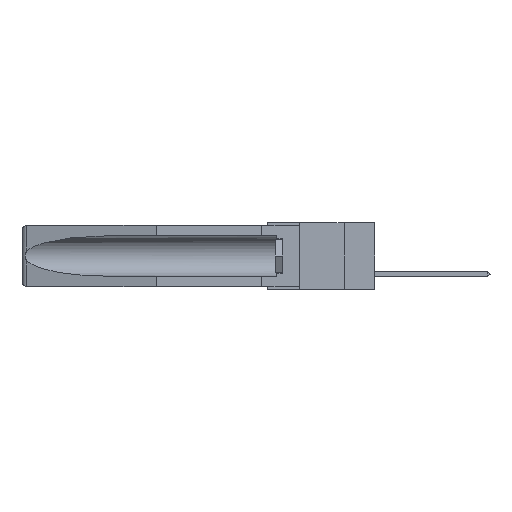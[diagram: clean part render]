
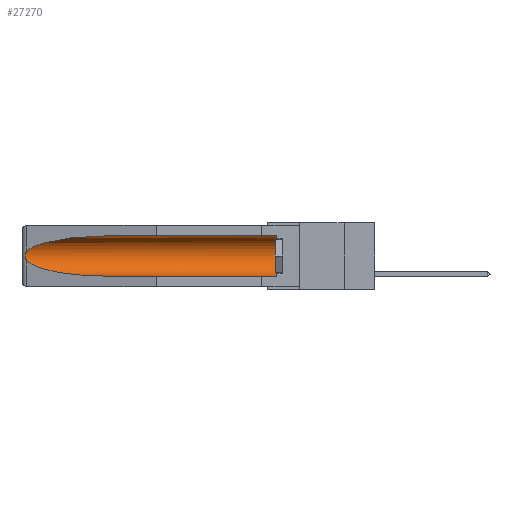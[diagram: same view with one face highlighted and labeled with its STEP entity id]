
A CAD part, left-side view. The second image highlights one B-rep face of the part: STEP entity #27270.
In plain terms, the highlighted cylindrical face has radius 2.857 mm (diameter 5.715 mm), a partial arc.
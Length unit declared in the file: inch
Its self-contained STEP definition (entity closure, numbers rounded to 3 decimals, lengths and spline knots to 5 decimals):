
#204 =( BOUNDED_CURVE ( )  B_SPLINE_CURVE ( 3, ( #9452, #22358, #5125, #9259 ),
 .UNSPECIFIED., .F., .F. ) 
 B_SPLINE_CURVE_WITH_KNOTS ( ( 4, 4 ),
 ( 4.71239, 6.08839 ),
 .UNSPECIFIED. ) 
 CURVE ( )  GEOMETRIC_REPRESENTATION_ITEM ( )  RATIONAL_B_SPLINE_CURVE ( ( 1., 0.848, 0.848, 1. ) ) 
 REPRESENTATION_ITEM ( '' )  );
#1508 = CARTESIAN_POINT ( 'NONE',  ( 0.21114, 1.30732, -0.284 ) ) ;
#3046 = ORIENTED_EDGE ( 'NONE', *, *, #4539, .F. ) ;
#4095 = CARTESIAN_POINT ( 'NONE',  ( 0.155, -0.30754, -0.284 ) ) ;
#4305 = CARTESIAN_POINT ( 'NONE',  ( 0.26597, 1.5296, -0.19026 ) ) ;
#4484 = CARTESIAN_POINT ( 'NONE',  ( 0.2673, 1.5327, -0.16383 ) ) ;
#4539 = EDGE_CURVE ( 'NONE', #9664, #7323, #8703, .T. ) ;
#4766 = VERTEX_POINT ( 'NONE', #9277 ) ;
#4935 = ORIENTED_EDGE ( 'NONE', *, *, #13654, .T. ) ;
#5125 = CARTESIAN_POINT ( 'NONE',  ( 0.25451, 1.48313, -0.09465 ) ) ;
#5596 = CARTESIAN_POINT ( 'NONE',  ( 0.25451, 1.48313, -0.24835 ) ) ;
#6415 = CARTESIAN_POINT ( 'NONE',  ( 0.26655, 1.53094, -0.18657 ) ) ;
#6708 = CARTESIAN_POINT ( 'NONE',  ( 0.2675, 1.53308, -0.17534 ) ) ;
#6822 = CARTESIAN_POINT ( 'NONE',  ( 0.155, 0.126, -0.284 ) ) ;
#6956 = ORIENTED_EDGE ( 'NONE', *, *, #27839, .T. ) ;
#7323 = VERTEX_POINT ( 'NONE', #21435 ) ;
#7845 = CARTESIAN_POINT ( 'NONE',  ( 0.155, 0.126, -0.059 ) ) ;
#8010 = VECTOR ( 'NONE', #10334, 39.37008 ) ;
#8703 = LINE ( 'NONE', #4095, #8010 ) ;
#9259 = CARTESIAN_POINT ( 'NONE',  ( 0.26537, 1.52718, -0.14972 ) ) ;
#9277 = CARTESIAN_POINT ( 'NONE',  ( 0.26537, 1.52718, -0.19328 ) ) ;
#9452 = CARTESIAN_POINT ( 'NONE',  ( 0.155, 1.07973, -0.059 ) ) ;
#9664 = VERTEX_POINT ( 'NONE', #6822 ) ;
#9819 = CARTESIAN_POINT ( 'NONE',  ( 0.26537, 1.52718, -0.14972 ) ) ;
#10249 = CIRCLE ( 'NONE', #18316, 0.1125 ) ;
#10334 = DIRECTION ( 'NONE',  ( 0., 1., 0. ) ) ;
#10800 = CARTESIAN_POINT ( 'NONE',  ( 0.26597, 1.52961, -0.15275 ) ) ;
#11028 = EDGE_CURVE ( 'NONE', #25815, #15851, #28113, .T. ) ;
#11589 = ORIENTED_EDGE ( 'NONE', *, *, #11028, .T. ) ;
#13174 = DIRECTION ( 'NONE',  ( 0., -1., 0. ) ) ;
#13260 = DIRECTION ( 'NONE',  ( 0., 0., 1. ) ) ;
#13654 = EDGE_CURVE ( 'NONE', #9664, #25815, #10249, .T. ) ;
#13958 = VERTEX_POINT ( 'NONE', #9819 ) ;
#15294 = CARTESIAN_POINT ( 'NONE',  ( 0.2673, 1.53269, -0.17917 ) ) ;
#15807 = EDGE_CURVE ( 'NONE', #15851, #13958, #204, .T. ) ;
#15851 = VERTEX_POINT ( 'NONE', #16691 ) ;
#16473 =( BOUNDED_CURVE ( )  B_SPLINE_CURVE ( 3, ( #23211, #5596, #1508, #18878 ),
 .UNSPECIFIED., .F., .F. ) 
 B_SPLINE_CURVE_WITH_KNOTS ( ( 4, 4 ),
 ( 0.1948, 1.5708 ),
 .UNSPECIFIED. ) 
 CURVE ( )  GEOMETRIC_REPRESENTATION_ITEM ( )  RATIONAL_B_SPLINE_CURVE ( ( 1., 0.848, 0.848, 1. ) ) 
 REPRESENTATION_ITEM ( '' )  );
#16691 = CARTESIAN_POINT ( 'NONE',  ( 0.155, 1.07973, -0.059 ) ) ;
#17213 = VECTOR ( 'NONE', #23374, 39.37008 ) ;
#17428 = CARTESIAN_POINT ( 'NONE',  ( 0.26537, 1.52718, -0.14972 ) ) ;
#18316 = AXIS2_PLACEMENT_3D ( 'NONE', #24100, #13174, #13260 ) ;
#18398 = CARTESIAN_POINT ( 'NONE',  ( 0.155, -0.30754, -0.059 ) ) ;
#18878 = CARTESIAN_POINT ( 'NONE',  ( 0.155, 1.07973, -0.284 ) ) ;
#19285 = FACE_OUTER_BOUND ( 'NONE', #27322, .T. ) ;
#19304 = DIRECTION ( 'NONE',  ( 0., 0., 1. ) ) ;
#19583 = ORIENTED_EDGE ( 'NONE', *, *, #15807, .T. ) ;
#19804 = CARTESIAN_POINT ( 'NONE',  ( 0.2675, 1.53308, -0.16763 ) ) ;
#21435 = CARTESIAN_POINT ( 'NONE',  ( 0.155, 1.07973, -0.284 ) ) ;
#22358 = CARTESIAN_POINT ( 'NONE',  ( 0.21114, 1.30732, -0.059 ) ) ;
#23065 = CYLINDRICAL_SURFACE ( 'NONE', #24227, 0.1125 ) ;
#23211 = CARTESIAN_POINT ( 'NONE',  ( 0.26537, 1.52718, -0.19328 ) ) ;
#23374 = DIRECTION ( 'NONE',  ( 0., 1., 0. ) ) ;
#24100 = CARTESIAN_POINT ( 'NONE',  ( 0.155, 0.126, -0.1715 ) ) ;
#24227 = AXIS2_PLACEMENT_3D ( 'NONE', #28180, #25800, #19304 ) ;
#24654 = ORIENTED_EDGE ( 'NONE', *, *, #26083, .T. ) ;
#25800 = DIRECTION ( 'NONE',  ( 0., 1., 0. ) ) ;
#25815 = VERTEX_POINT ( 'NONE', #7845 ) ;
#26074 = CARTESIAN_POINT ( 'NONE',  ( 0.26537, 1.52718, -0.19328 ) ) ;
#26083 = EDGE_CURVE ( 'NONE', #13958, #4766, #26615, .T. ) ;
#26276 = CARTESIAN_POINT ( 'NONE',  ( 0.26654, 1.53092, -0.15636 ) ) ;
#26615 = B_SPLINE_CURVE_WITH_KNOTS ( 'NONE', 3,
 ( #17428, #10800, #26276, #4484, #19804, #6708, #15294, #6415, #4305, #26074 ),
 .UNSPECIFIED., .F., .F.,
 ( 4, 2, 2, 2, 4 ),
 ( 0., 0.00029, 0.00058, 0.00087, 0.00117 ),
 .UNSPECIFIED. ) ;
#27270 = ADVANCED_FACE ( 'NONE', ( #19285 ), #23065, .F. ) ;
#27322 = EDGE_LOOP ( 'NONE', ( #19583, #24654, #6956, #3046, #4935, #11589 ) ) ;
#27839 = EDGE_CURVE ( 'NONE', #4766, #7323, #16473, .T. ) ;
#28113 = LINE ( 'NONE', #18398, #17213 ) ;
#28180 = CARTESIAN_POINT ( 'NONE',  ( 0.155, -0.30754, -0.1715 ) ) ;
